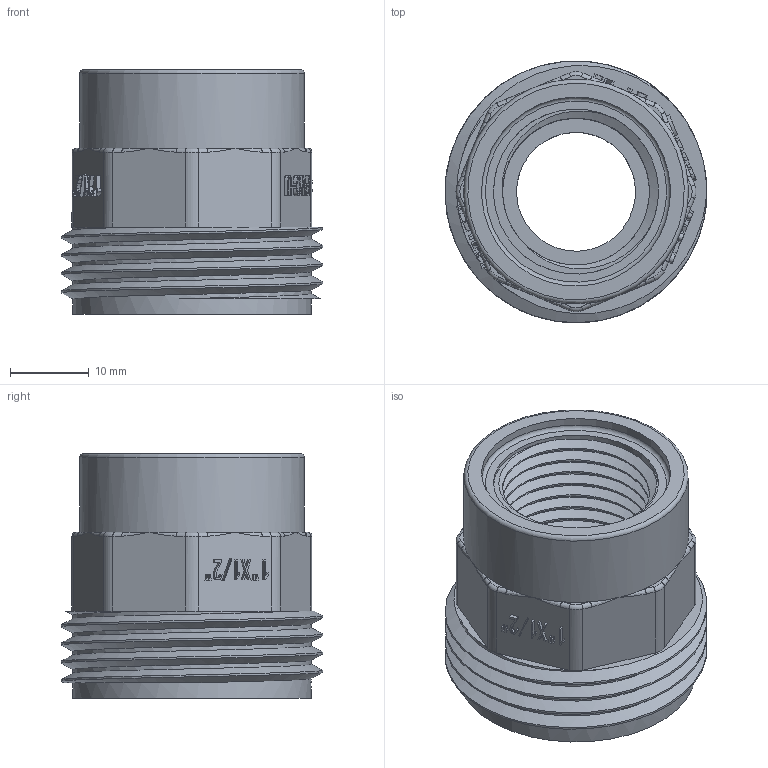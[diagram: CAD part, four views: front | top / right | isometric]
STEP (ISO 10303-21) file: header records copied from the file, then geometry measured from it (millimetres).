
FILE_DESCRIPTION(/* description */ (''),/* implementation_level */ '2;1');
FILE_NAME(/* name */ 'AF0600.SIG.020.step',/* time_stamp */ '2026-01-07T09:02:57+01:00',/* author */ (''),/* organization */ (''),/* preprocessor_version */ 'ST-DEVELOPER v20.1',/* originating_system */ 'Autodesk Translation Framework v14.21.0.0',/* authorisation */ '');
FILE_SCHEMA (('AUTOMOTIVE_DESIGN { 1 0 10303 214 3 1 1 }'));
Length unit declared in the file: millimetre
Products named in the file (1): 2026-01-07-08-00-48-566
Bounding box: 33.24 x 33.24 x 31.1 mm (x, y, z)
Volume: 13096.6 mm3; surface area: 7689.2 mm2
Topology: 1 solids, 1 shells, 347 faces, 910 edges, 581 vertices
Faces by surface type: plane 173, bspline 100, cylinder 64, torus 10
Full cylindrical faces by diameter (mm): 1.875 x1, 2.625 x1, 15.1 x1, 18.631 x8, 19.8 x1, 20.955 x8, 24 x1, 26 x1, 28.5 x1, 30.291 x4, 33.249 x3
Entity records: 18491 total; most frequent: CARTESIAN_POINT 10579, ORIENTED_EDGE 1788, DIRECTION 1339, EDGE_CURVE 894, VERTEX_POINT 581, LINE 525, VECTOR 525, AXIS2_PLACEMENT_3D 407
